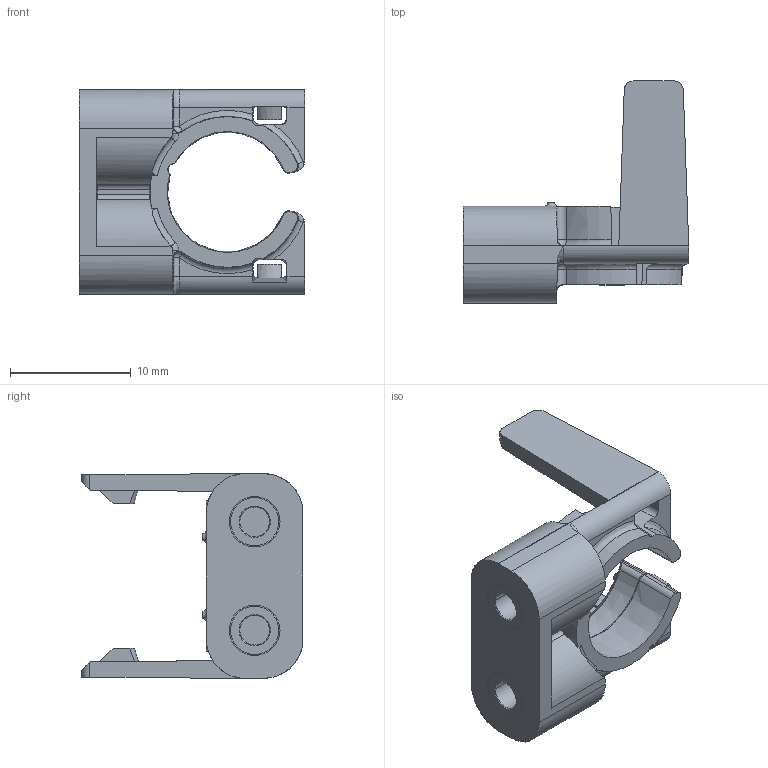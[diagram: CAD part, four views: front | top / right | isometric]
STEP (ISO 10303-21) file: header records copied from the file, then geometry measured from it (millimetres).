
FILE_DESCRIPTION((''),'2;1');
FILE_NAME('CAD-2195','2015-11-30T',('hhuscher'),(''),'PRO/ENGINEER BY PARAMETRIC TECHNOLOGY CORPORATION, 2013050','PRO/ENGINEER BY PARAMETRIC TECHNOLOGY CORPORATION, 2013050','');
FILE_SCHEMA(('CONFIG_CONTROL_DESIGN'));
Length unit declared in the file: millimetre
Products named in the file (1): CAD-2195
Bounding box: 18.7 x 18.4 x 17 mm (x, y, z)
Surface area: 1743 mm2 (no closed solid volume)
Topology: 0 solids, 3 shells, 220 faces, 591 edges, 374 vertices
Faces by surface type: plane 75, cylinder 64, cone 33, bspline 26, torus 18, sphere 4
Entity records: 11853 total; most frequent: CARTESIAN_POINT 3393, ORIENTED_EDGE 1172, DIRECTION 898, PRESENTATION_STYLE_ASSIGNMENT 814, STYLED_ITEM 594, CURVE_STYLE 591, EDGE_CURVE 591, VERTEX_POINT 374
